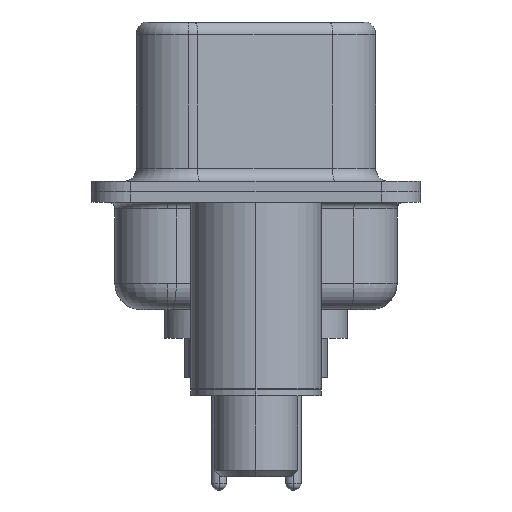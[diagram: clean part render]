
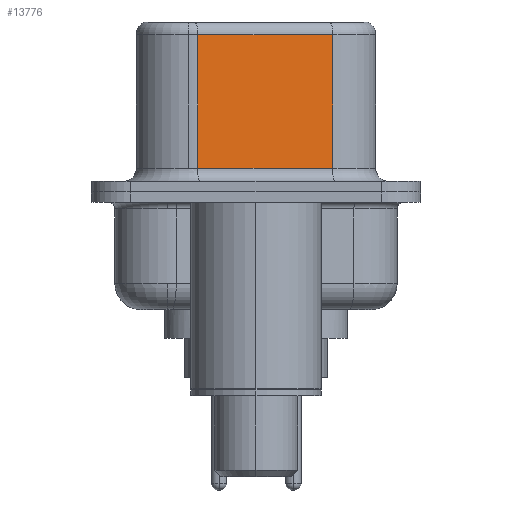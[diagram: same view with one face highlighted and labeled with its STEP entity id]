
A CAD part, left-side view. The second image highlights one B-rep face of the part: STEP entity #13776.
In plain terms, the highlighted planar face has unit normal (-0.985, -0.174, 0).
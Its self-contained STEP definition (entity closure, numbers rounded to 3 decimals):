
#891 = VECTOR ( 'NONE', #1806, 1000. ) ;
#1806 = DIRECTION ( 'NONE',  ( -0.174, 0.985, 0. ) ) ;
#2467 = LINE ( 'NONE', #5545, #12667 ) ;
#2600 = CARTESIAN_POINT ( 'NONE',  ( 4.585, -2.927, 6.52 ) ) ;
#2906 = LINE ( 'NONE', #2600, #9868 ) ;
#3139 = VERTEX_POINT ( 'NONE', #16539 ) ;
#4340 = VECTOR ( 'NONE', #17633, 1000. ) ;
#4864 = CARTESIAN_POINT ( 'NONE',  ( 4.585, -2.927, 0.9 ) ) ;
#5310 = PLANE ( 'NONE',  #8304 ) ;
#5545 = CARTESIAN_POINT ( 'NONE',  ( 4.585, -2.927, 0.9 ) ) ;
#6259 = VERTEX_POINT ( 'NONE', #12954 ) ;
#6793 = CARTESIAN_POINT ( 'NONE',  ( 4.585, -2.927, 6.52 ) ) ;
#6894 = FACE_OUTER_BOUND ( 'NONE', #14555, .T. ) ;
#7828 = ORIENTED_EDGE ( 'NONE', *, *, #11948, .T. ) ;
#8031 = ORIENTED_EDGE ( 'NONE', *, *, #14416, .F. ) ;
#8109 = LINE ( 'NONE', #8181, #4340 ) ;
#8181 = CARTESIAN_POINT ( 'NONE',  ( 3.675, 2.233, 6.52 ) ) ;
#8245 = DIRECTION ( 'NONE',  ( 0.985, 0.174, 0. ) ) ;
#8304 = AXIS2_PLACEMENT_3D ( 'NONE', #6793, #8245, #17697 ) ;
#9668 = DIRECTION ( 'NONE',  ( 0.174, -0.985, 0. ) ) ;
#9868 = VECTOR ( 'NONE', #12353, 1000. ) ;
#10699 = VERTEX_POINT ( 'NONE', #4864 ) ;
#10980 = VERTEX_POINT ( 'NONE', #16468 ) ;
#11124 = EDGE_CURVE ( 'NONE', #10980, #6259, #15208, .T. ) ;
#11478 = CARTESIAN_POINT ( 'NONE',  ( 4.585, -2.927, 6.02 ) ) ;
#11948 = EDGE_CURVE ( 'NONE', #6259, #3139, #8109, .T. ) ;
#12353 = DIRECTION ( 'NONE',  ( 0., 0., -1. ) ) ;
#12667 = VECTOR ( 'NONE', #9668, 1000. ) ;
#12954 = CARTESIAN_POINT ( 'NONE',  ( 3.675, 2.233, 6.02 ) ) ;
#13776 = ADVANCED_FACE ( 'NONE', ( #6894 ), #5310, .F. ) ;
#14416 = EDGE_CURVE ( 'NONE', #10980, #10699, #2906, .T. ) ;
#14490 = EDGE_CURVE ( 'NONE', #3139, #10699, #2467, .T. ) ;
#14555 = EDGE_LOOP ( 'NONE', ( #8031, #14647, #7828, #15564 ) ) ;
#14647 = ORIENTED_EDGE ( 'NONE', *, *, #11124, .T. ) ;
#15208 = LINE ( 'NONE', #11478, #891 ) ;
#15564 = ORIENTED_EDGE ( 'NONE', *, *, #14490, .T. ) ;
#16468 = CARTESIAN_POINT ( 'NONE',  ( 4.585, -2.927, 6.02 ) ) ;
#16539 = CARTESIAN_POINT ( 'NONE',  ( 3.675, 2.233, 0.9 ) ) ;
#17633 = DIRECTION ( 'NONE',  ( 0., 0., -1. ) ) ;
#17697 = DIRECTION ( 'NONE',  ( -0.174, 0.985, 0. ) ) ;
